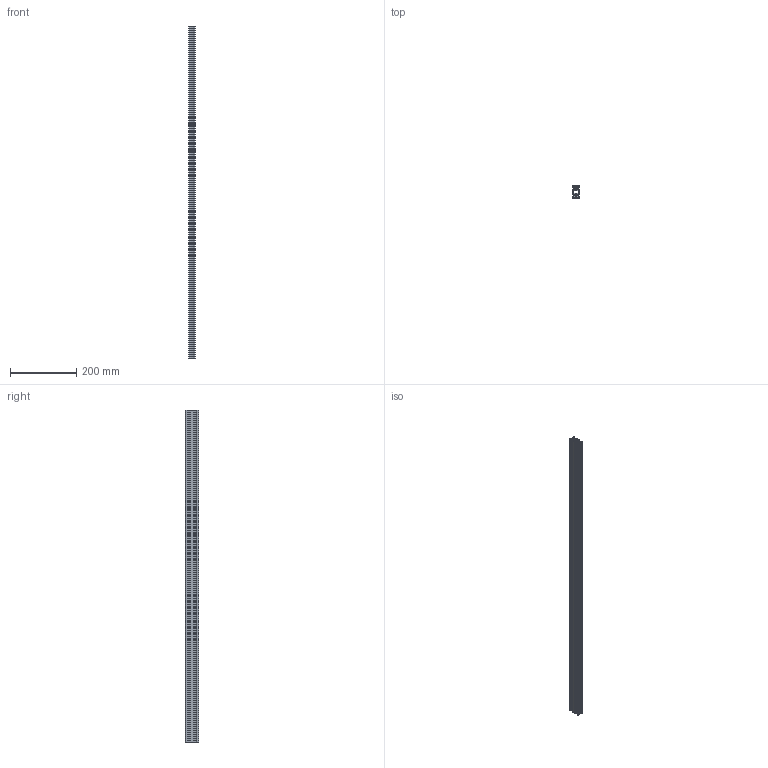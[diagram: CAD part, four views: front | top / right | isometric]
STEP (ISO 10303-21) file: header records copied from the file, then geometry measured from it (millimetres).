
FILE_DESCRIPTION (( 'STEP AP214' ), '1' );
FILE_NAME ('V-Slot 20mm x 40mm x 1000mm.step', '2015-01-21T14:20:10', ( 'Mark' ), ( '' ), 'SwSTEP 2.0', 'SolidWorks 2013', '' );
FILE_SCHEMA (( 'AUTOMOTIVE_DESIGN' ));
Length unit declared in the file: millimetre
Products named in the file (1): V-Slot 20mm x 40mm x 1000mm
Bounding box: 20 x 39.99 x 1000 mm (x, y, z)
Volume: 290650.5 mm3; surface area: 322653.4 mm2
Topology: 1 solids, 1 shells, 154 faces, 456 edges, 304 vertices
Faces by surface type: plane 134, cylinder 20
Entity records: 5142 total; most frequent: CARTESIAN_POINT 915, ORIENTED_EDGE 912, DIRECTION 806, EDGE_CURVE 456, VECTOR 416, LINE 416, VERTEX_POINT 304, AXIS2_PLACEMENT_3D 195
